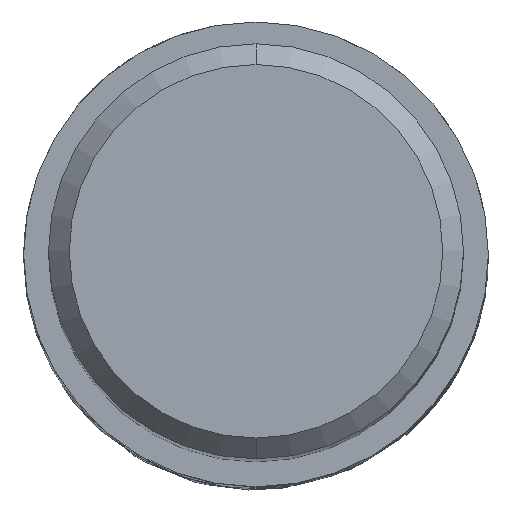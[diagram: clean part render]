
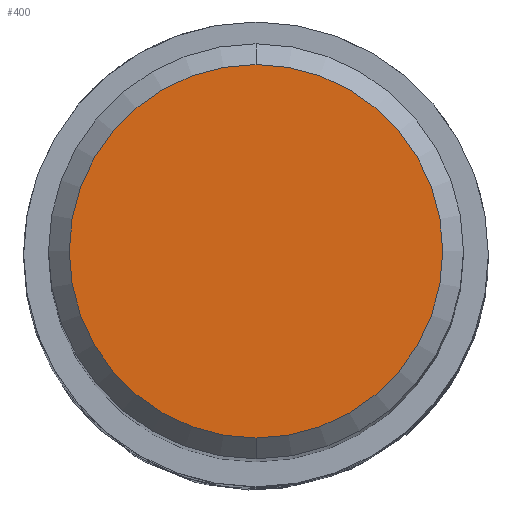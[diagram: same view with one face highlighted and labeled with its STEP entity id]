
A CAD part, top view. The second image highlights one B-rep face of the part: STEP entity #400.
In plain terms, the highlighted planar face has unit normal (0, 0, 1).
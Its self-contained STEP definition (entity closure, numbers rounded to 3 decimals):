
#318=VERTEX_POINT('',#854);
#340=EDGE_CURVE('',#550,#318,#877,.T.);
#400=ADVANCED_FACE('',(#948),#949,.T.);
#550=VERTEX_POINT('',#1111);
#690=EDGE_CURVE('',#318,#550,#1259,.T.);
#854=CARTESIAN_POINT('',(0.,-4.5,0.0));
#877=CIRCLE('',#2023,4.5);
#948=FACE_OUTER_BOUND('',#2633,.T.);
#949=PLANE('',#2634);
#1111=CARTESIAN_POINT('',(0.0,4.5,0.0));
#1259=CIRCLE('',#4147,4.5);
#2023=AXIS2_PLACEMENT_3D('',#5048,#5049,#5050);
#2633=EDGE_LOOP('',(#5160,#5161));
#2634=AXIS2_PLACEMENT_3D('',#5162,#5163,#5164);
#4147=AXIS2_PLACEMENT_3D('',#5468,#5469,#5470);
#5048=CARTESIAN_POINT('',(0.0,0.0,0.0));
#5049=DIRECTION('',(0.0,0.0,-1.0));
#5050=DIRECTION('',(0.0,1.0,0.0));
#5160=ORIENTED_EDGE('',*,*,#340,.F.);
#5161=ORIENTED_EDGE('',*,*,#690,.F.);
#5162=CARTESIAN_POINT('',(0.0,2.25,0.0));
#5163=DIRECTION('',(-0.0,0.0,1.0));
#5164=DIRECTION('',(0.0,-1.0,0.0));
#5468=CARTESIAN_POINT('',(0.0,0.0,0.0));
#5469=DIRECTION('',(0.0,0.0,-1.0));
#5470=DIRECTION('',(0.0,1.0,0.0));
